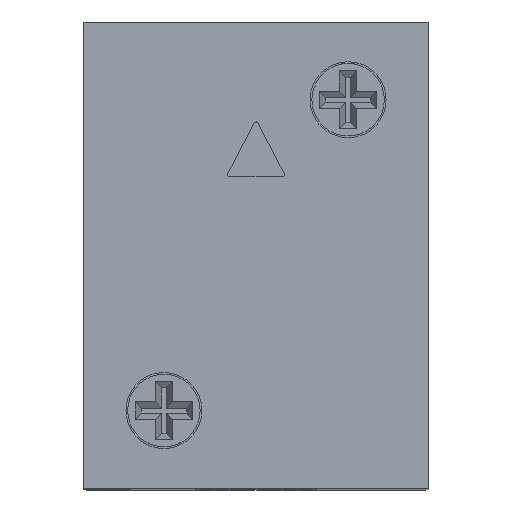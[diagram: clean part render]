
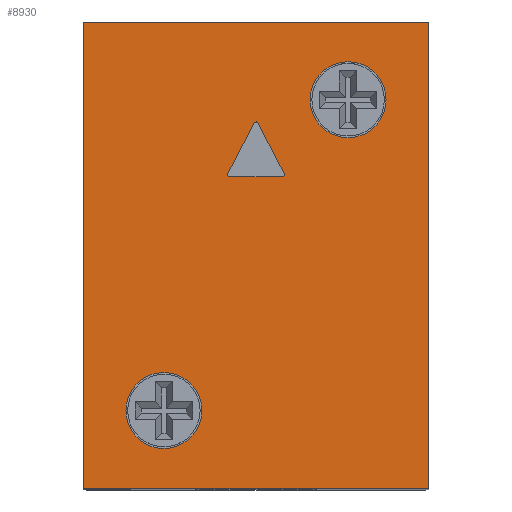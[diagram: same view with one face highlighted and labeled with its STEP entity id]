
A CAD part, top view. The second image highlights one B-rep face of the part: STEP entity #8930.
In plain terms, the highlighted planar face has unit normal (0, 0, 1).
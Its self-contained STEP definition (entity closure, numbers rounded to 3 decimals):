
#541 = PLANE ( 'NONE',  #6138 ) ;
#542 = CARTESIAN_POINT ( 'NONE',  ( 15., -20.25, 0. ) ) ;
#543 = DIRECTION ( 'NONE',  ( 0., 0., 1. ) ) ;
#544 = DIRECTION ( 'NONE',  ( 1., 0., 0. ) ) ;
#1854 = EDGE_CURVE ( 'NONE', #4717, #4762, #9990, .T. ) ;
#1855 = EDGE_CURVE ( 'NONE', #4652, #4605, #9989, .T. ) ;
#1856 = EDGE_CURVE ( 'NONE', #4711, #4573, #9993, .T. ) ;
#1862 = EDGE_CURVE ( 'NONE', #4800, #4711, #10000, .T. ) ;
#1863 = EDGE_CURVE ( 'NONE', #4633, #4705, #10004, .T. ) ;
#1867 = EDGE_CURVE ( 'NONE', #4776, #4638, #10011, .T. ) ;
#1871 = EDGE_CURVE ( 'NONE', #4762, #4717, #10017, .T. ) ;
#1876 = EDGE_CURVE ( 'NONE', #4791, #4800, #10025, .T. ) ;
#1878 = EDGE_CURVE ( 'NONE', #4573, #4633, #10027, .T. ) ;
#1885 = EDGE_CURVE ( 'NONE', #5810, #4791, #10040, .T. ) ;
#1895 = EDGE_CURVE ( 'NONE', #4605, #4714, #10057, .T. ) ;
#1896 = EDGE_CURVE ( 'NONE', #4705, #5810, #10059, .T. ) ;
#1897 = EDGE_CURVE ( 'NONE', #4638, #4776, #10061, .T. ) ;
#1907 = EDGE_CURVE ( 'NONE', #4714, #4730, #10079, .T. ) ;
#1915 = EDGE_CURVE ( 'NONE', #4730, #4652, #10090, .T. ) ;
#3572 = EDGE_LOOP ( 'NONE', ( #3974, #3864, #3970, #3845 ) ) ;
#3591 = EDGE_LOOP ( 'NONE', ( #3891, #3959, #3961, #3900, #3963, #3896, #3968 ) ) ;
#3781 = ORIENTED_EDGE ( 'NONE', *, *, #1867, .F. ) ;
#3787 = ORIENTED_EDGE ( 'NONE', *, *, #1897, .F. ) ;
#3790 = ORIENTED_EDGE ( 'NONE', *, *, #1871, .F. ) ;
#3801 = ORIENTED_EDGE ( 'NONE', *, *, #1854, .F. ) ;
#3845 = ORIENTED_EDGE ( 'NONE', *, *, #1915, .T. ) ;
#3864 = ORIENTED_EDGE ( 'NONE', *, *, #1895, .T. ) ;
#3891 = ORIENTED_EDGE ( 'NONE', *, *, #1856, .F. ) ;
#3896 = ORIENTED_EDGE ( 'NONE', *, *, #1863, .F. ) ;
#3900 = ORIENTED_EDGE ( 'NONE', *, *, #1885, .F. ) ;
#3959 = ORIENTED_EDGE ( 'NONE', *, *, #1862, .F. ) ;
#3961 = ORIENTED_EDGE ( 'NONE', *, *, #1876, .F. ) ;
#3963 = ORIENTED_EDGE ( 'NONE', *, *, #1896, .F. ) ;
#3968 = ORIENTED_EDGE ( 'NONE', *, *, #1878, .F. ) ;
#3970 = ORIENTED_EDGE ( 'NONE', *, *, #1907, .T. ) ;
#3974 = ORIENTED_EDGE ( 'NONE', *, *, #1855, .T. ) ;
#4468 = DIRECTION ( 'NONE',  ( 0., -1., 0. ) ) ;
#4469 = CARTESIAN_POINT ( 'NONE',  ( -15., 20.25, 0. ) ) ;
#4489 = DIRECTION ( 'NONE',  ( 1., 0., 0. ) ) ;
#4490 = DIRECTION ( 'NONE',  ( 0., 0., 1. ) ) ;
#4491 = CARTESIAN_POINT ( 'NONE',  ( 8., 13.5, 0. ) ) ;
#4492 = DIRECTION ( 'NONE',  ( 1., 0., 0. ) ) ;
#4493 = CARTESIAN_POINT ( 'NONE',  ( -2.271, 6.8, 0. ) ) ;
#4494 = DIRECTION ( 'NONE',  ( -1., 0., 0. ) ) ;
#4495 = CARTESIAN_POINT ( 'NONE',  ( -15., 20.25, 0. ) ) ;
#4515 = DIRECTION ( 'NONE',  ( 1., 0., 0. ) ) ;
#4516 = DIRECTION ( 'NONE',  ( 0., 0., 1. ) ) ;
#4517 = CARTESIAN_POINT ( 'NONE',  ( 2.271, 7., 0. ) ) ;
#4532 = DIRECTION ( 'NONE',  ( -0.461, -0.887, 0. ) ) ;
#4533 = CARTESIAN_POINT ( 'NONE',  ( -0.177, 11.459, 0. ) ) ;
#4536 = DIRECTION ( 'NONE',  ( 1., 0., 0. ) ) ;
#4537 = DIRECTION ( 'NONE',  ( 0., 0., 1. ) ) ;
#4538 = CARTESIAN_POINT ( 'NONE',  ( 2.271, 7., 0. ) ) ;
#4549 = DIRECTION ( 'NONE',  ( 1., 0., 0. ) ) ;
#4550 = DIRECTION ( 'NONE',  ( 0., 0., 1. ) ) ;
#4551 = CARTESIAN_POINT ( 'NONE',  ( -8., -13.5, 0. ) ) ;
#4558 = DIRECTION ( 'NONE',  ( 1., 0., 0. ) ) ;
#4559 = DIRECTION ( 'NONE',  ( 0., 0., 1. ) ) ;
#4560 = CARTESIAN_POINT ( 'NONE',  ( 8., 13.5, 0. ) ) ;
#4573 = VERTEX_POINT ( 'NONE', #8268 ) ;
#4605 = VERTEX_POINT ( 'NONE', #8300 ) ;
#4633 = VERTEX_POINT ( 'NONE', #8328 ) ;
#4638 = VERTEX_POINT ( 'NONE', #8333 ) ;
#4652 = VERTEX_POINT ( 'NONE', #8347 ) ;
#4705 = VERTEX_POINT ( 'NONE', #8400 ) ;
#4711 = VERTEX_POINT ( 'NONE', #8406 ) ;
#4714 = VERTEX_POINT ( 'NONE', #8409 ) ;
#4717 = VERTEX_POINT ( 'NONE', #8412 ) ;
#4730 = VERTEX_POINT ( 'NONE', #8425 ) ;
#4762 = VERTEX_POINT ( 'NONE', #8457 ) ;
#4776 = VERTEX_POINT ( 'NONE', #8471 ) ;
#4791 = VERTEX_POINT ( 'NONE', #8486 ) ;
#4800 = VERTEX_POINT ( 'NONE', #8495 ) ;
#5048 = EDGE_LOOP ( 'NONE', ( #3787, #3781 ) ) ;
#5267 = FACE_BOUND ( 'NONE', #5048, .T. ) ;
#5268 = FACE_BOUND ( 'NONE', #9022, .T. ) ;
#5269 = FACE_BOUND ( 'NONE', #3591, .T. ) ;
#5270 = FACE_OUTER_BOUND ( 'NONE', #3572, .T. ) ;
#5587 = DIRECTION ( 'NONE',  ( 1., 0., 0. ) ) ;
#5588 = CARTESIAN_POINT ( 'NONE',  ( -15., -20.25, 0. ) ) ;
#5810 = VERTEX_POINT ( 'NONE', #9254 ) ;
#6138 = AXIS2_PLACEMENT_3D ( 'NONE', #542, #543, #544 ) ;
#6690 = AXIS2_PLACEMENT_3D ( 'NONE', #8787, #8786, #8785 ) ;
#6691 = AXIS2_PLACEMENT_3D ( 'NONE', #8782, #8781, #8780 ) ;
#6694 = AXIS2_PLACEMENT_3D ( 'NONE', #8765, #8764, #8763 ) ;
#6695 = AXIS2_PLACEMENT_3D ( 'NONE', #4560, #4559, #4558 ) ;
#6696 = AXIS2_PLACEMENT_3D ( 'NONE', #4551, #4550, #4549 ) ;
#6699 = AXIS2_PLACEMENT_3D ( 'NONE', #4538, #4537, #4536 ) ;
#6702 = AXIS2_PLACEMENT_3D ( 'NONE', #4517, #4516, #4515 ) ;
#6704 = AXIS2_PLACEMENT_3D ( 'NONE', #4491, #4490, #4489 ) ;
#8268 = CARTESIAN_POINT ( 'NONE',  ( -0.177, 11.459, 0. ) ) ;
#8300 = CARTESIAN_POINT ( 'NONE',  ( 15., 20.25, 0. ) ) ;
#8328 = CARTESIAN_POINT ( 'NONE',  ( -2.448, 7.092, 0. ) ) ;
#8333 = CARTESIAN_POINT ( 'NONE',  ( 11.3, 13.5, 0. ) ) ;
#8347 = CARTESIAN_POINT ( 'NONE',  ( 15., -20.25, 0. ) ) ;
#8400 = CARTESIAN_POINT ( 'NONE',  ( -2.271, 6.8, 0. ) ) ;
#8406 = CARTESIAN_POINT ( 'NONE',  ( 0.177, 11.459, 0. ) ) ;
#8409 = CARTESIAN_POINT ( 'NONE',  ( -15., 20.25, 0. ) ) ;
#8412 = CARTESIAN_POINT ( 'NONE',  ( -11.3, -13.5, 0. ) ) ;
#8425 = CARTESIAN_POINT ( 'NONE',  ( -15., -20.25, 0. ) ) ;
#8457 = CARTESIAN_POINT ( 'NONE',  ( -4.7, -13.5, 0. ) ) ;
#8471 = CARTESIAN_POINT ( 'NONE',  ( 4.7, 13.5, 0. ) ) ;
#8486 = CARTESIAN_POINT ( 'NONE',  ( 2.471, 7., 0. ) ) ;
#8495 = CARTESIAN_POINT ( 'NONE',  ( 2.448, 7.092, 0. ) ) ;
#8763 = DIRECTION ( 'NONE',  ( 1., 0., 0. ) ) ;
#8764 = DIRECTION ( 'NONE',  ( 0., 0., 1. ) ) ;
#8765 = CARTESIAN_POINT ( 'NONE',  ( -2.271, 7., 0. ) ) ;
#8766 = DIRECTION ( 'NONE',  ( -0.461, 0.887, 0. ) ) ;
#8767 = CARTESIAN_POINT ( 'NONE',  ( 0.177, 11.459, 0. ) ) ;
#8780 = DIRECTION ( 'NONE',  ( 1., 0., 0. ) ) ;
#8781 = DIRECTION ( 'NONE',  ( 0., 0., 1. ) ) ;
#8782 = CARTESIAN_POINT ( 'NONE',  ( 0., 11.366, 0. ) ) ;
#8783 = DIRECTION ( 'NONE',  ( 0., 1., 0. ) ) ;
#8784 = CARTESIAN_POINT ( 'NONE',  ( 15., 20.25, 0. ) ) ;
#8785 = DIRECTION ( 'NONE',  ( 1., 0., 0. ) ) ;
#8786 = DIRECTION ( 'NONE',  ( 0., 0., 1. ) ) ;
#8787 = CARTESIAN_POINT ( 'NONE',  ( -8., -13.5, 0. ) ) ;
#8930 = ADVANCED_FACE ( 'NONE', ( #5267, #5268, #5269, #5270 ), #541, .T. ) ;
#9022 = EDGE_LOOP ( 'NONE', ( #3790, #3801 ) ) ;
#9254 = CARTESIAN_POINT ( 'NONE',  ( 2.271, 6.8, 0. ) ) ;
#9989 = LINE ( 'NONE', #8784, #9991 ) ;
#9990 = CIRCLE ( 'NONE', #6690, 3.3 ) ;
#9991 = VECTOR ( 'NONE', #8783, 1000. ) ;
#9993 = CIRCLE ( 'NONE', #6691, 0.2 ) ;
#10000 = LINE ( 'NONE', #8767, #10002 ) ;
#10002 = VECTOR ( 'NONE', #8766, 1000. ) ;
#10004 = CIRCLE ( 'NONE', #6694, 0.2 ) ;
#10011 = CIRCLE ( 'NONE', #6695, 3.3 ) ;
#10017 = CIRCLE ( 'NONE', #6696, 3.3 ) ;
#10025 = CIRCLE ( 'NONE', #6699, 0.2 ) ;
#10027 = LINE ( 'NONE', #4533, #10028 ) ;
#10028 = VECTOR ( 'NONE', #4532, 1000. ) ;
#10040 = CIRCLE ( 'NONE', #6702, 0.2 ) ;
#10057 = LINE ( 'NONE', #4495, #10058 ) ;
#10058 = VECTOR ( 'NONE', #4494, 1000. ) ;
#10059 = LINE ( 'NONE', #4493, #10060 ) ;
#10060 = VECTOR ( 'NONE', #4492, 1000. ) ;
#10061 = CIRCLE ( 'NONE', #6704, 3.3 ) ;
#10079 = LINE ( 'NONE', #4469, #10080 ) ;
#10080 = VECTOR ( 'NONE', #4468, 1000. ) ;
#10090 = LINE ( 'NONE', #5588, #10092 ) ;
#10092 = VECTOR ( 'NONE', #5587, 1000. ) ;
